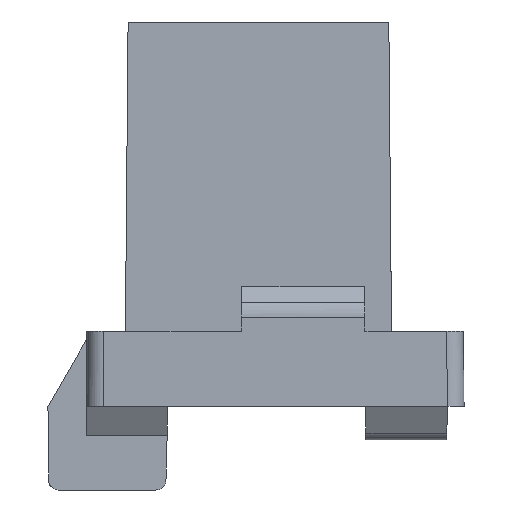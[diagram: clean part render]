
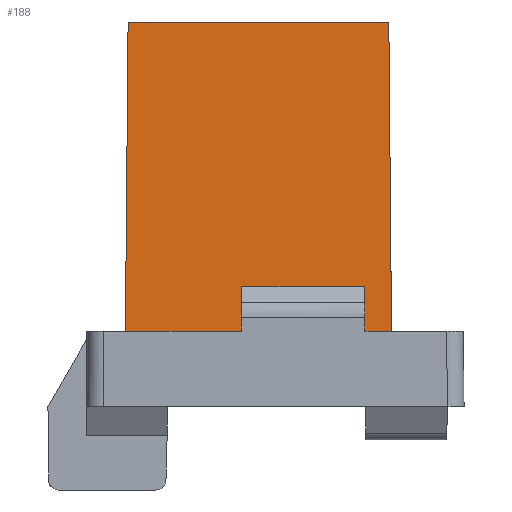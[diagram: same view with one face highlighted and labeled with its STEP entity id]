
A CAD part, left-side view. The second image highlights one B-rep face of the part: STEP entity #188.
In plain terms, the highlighted planar face has unit normal (-1, 0, 0.009).
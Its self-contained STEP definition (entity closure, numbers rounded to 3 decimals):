
#188=ADVANCED_FACE('',(#423),#307,.T.);
#307=PLANE('',#2697);
#423=FACE_OUTER_BOUND('',#553,.T.);
#553=EDGE_LOOP('',(#1021,#1022,#1023,#1024,#1025,#1026,#1027,#1028));
#1021=ORIENTED_EDGE('',*,*,#1831,.T.);
#1022=ORIENTED_EDGE('',*,*,#1832,.T.);
#1023=ORIENTED_EDGE('',*,*,#1833,.F.);
#1024=ORIENTED_EDGE('',*,*,#1792,.T.);
#1025=ORIENTED_EDGE('',*,*,#1790,.F.);
#1026=ORIENTED_EDGE('',*,*,#1788,.F.);
#1027=ORIENTED_EDGE('',*,*,#1781,.F.);
#1028=ORIENTED_EDGE('',*,*,#1779,.T.);
#1484=VERTEX_POINT('',#3847);
#1485=VERTEX_POINT('',#3849);
#1486=VERTEX_POINT('',#3853);
#1488=VERTEX_POINT('',#3861);
#1489=VERTEX_POINT('',#3866);
#1491=VERTEX_POINT('',#3872);
#1519=VERTEX_POINT('',#3949);
#1520=VERTEX_POINT('',#3951);
#1779=EDGE_CURVE('',#1485,#1484,#2123,.T.);
#1781=EDGE_CURVE('',#1485,#1486,#2125,.T.);
#1788=EDGE_CURVE('',#1486,#1488,#2132,.T.);
#1790=EDGE_CURVE('',#1488,#1489,#2134,.T.);
#1792=EDGE_CURVE('',#1491,#1489,#2136,.T.);
#1831=EDGE_CURVE('',#1484,#1519,#2174,.T.);
#1832=EDGE_CURVE('',#1519,#1520,#2175,.T.);
#1833=EDGE_CURVE('',#1491,#1520,#2176,.T.);
#2123=LINE('',#3848,#2441);
#2125=LINE('',#3852,#2443);
#2132=LINE('',#3863,#2450);
#2134=LINE('',#3867,#2452);
#2136=LINE('',#3871,#2454);
#2174=LINE('',#3948,#2492);
#2175=LINE('',#3950,#2493);
#2176=LINE('',#3952,#2494);
#2441=VECTOR('',#3115,1.);
#2443=VECTOR('',#3119,1.);
#2450=VECTOR('',#3128,1.);
#2452=VECTOR('',#3132,1.);
#2454=VECTOR('',#3136,1.);
#2492=VECTOR('',#3196,1.);
#2493=VECTOR('',#3197,1.);
#2494=VECTOR('',#3198,1.);
#2697=AXIS2_PLACEMENT_3D('',#3953,#3199,#3200);
#3115=DIRECTION('',(0.009,0.009,1.));
#3119=DIRECTION('',(0.,1.,0.));
#3128=DIRECTION('',(0.009,0.009,1.));
#3132=DIRECTION('',(0.,1.,0.));
#3136=DIRECTION('',(0.009,-0.009,1.));
#3196=DIRECTION('',(0.,1.,0.));
#3197=DIRECTION('',(-0.009,0.009,-1.));
#3198=DIRECTION('',(0.,1.,0.));
#3199=DIRECTION('',(-1.,0.,0.009));
#3200=DIRECTION('',(0.009,0.,1.));
#3847=CARTESIAN_POINT('',(-18.65,-7.3,13.112));
#3848=CARTESIAN_POINT('',(-18.65,-7.3,13.123));
#3849=CARTESIAN_POINT('',(-18.811,-7.461,-5.388));
#3852=CARTESIAN_POINT('',(-18.811,-11.8,-5.388));
#3853=CARTESIAN_POINT('',(-18.811,-5.873,-5.388));
#3861=CARTESIAN_POINT('',(-18.788,-5.85,-2.738));
#3863=CARTESIAN_POINT('',(-18.788,-5.85,-2.737));
#3866=CARTESIAN_POINT('',(-18.788,1.5,-2.738));
#3867=CARTESIAN_POINT('',(-18.788,1.5,-2.738));
#3871=CARTESIAN_POINT('',(-18.649,1.361,13.176));
#3872=CARTESIAN_POINT('',(-18.811,1.523,-5.388));
#3948=CARTESIAN_POINT('',(-18.65,-6.,13.112));
#3949=CARTESIAN_POINT('',(-18.65,8.3,13.112));
#3950=CARTESIAN_POINT('',(-18.649,8.299,13.237));
#3951=CARTESIAN_POINT('',(-18.811,8.461,-5.388));
#3952=CARTESIAN_POINT('',(-18.811,-11.8,-5.388));
#3953=CARTESIAN_POINT('',(-18.65,-6.,13.112));
